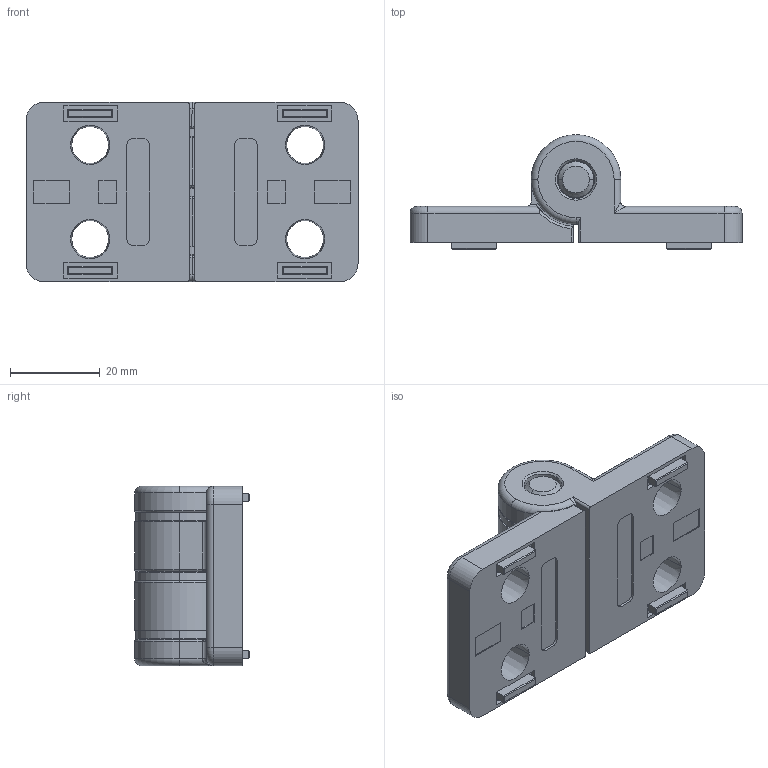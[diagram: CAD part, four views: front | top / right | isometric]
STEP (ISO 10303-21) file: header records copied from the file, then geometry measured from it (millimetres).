
FILE_DESCRIPTION((''),'2;1');
FILE_NAME('12123_TECAJ_ZA_40X45_ASM','2022-09-19T08:11:31',('PredragRovcanin'),('Audax d.o.o.'),'CREO PARAMETRIC BY PTC INC, 2020281','CREO PARAMETRIC BY PTC INC, 2020281','');
FILE_SCHEMA(('AP242_MANAGED_MODEL_BASED_3D_ENGINEERING_MIM_LF { 1 0 10303 442 1 1 4 }'));
Length unit declared in the file: millimetre
Products named in the file (5): 12123_TECAJ_ZA_40X45_A; 12123_TECAJ_ZA_40X45_B; 12123_TECAJ_ZA_40X45_C; 12123_TECAJ_ZA_40X45_D; 12123_TECAJ_ZA_40X45_ASM
Assembly tree (6 placements, depth 2):
  12123_TECAJ_ZA_40X45_ASM
    12123_TECAJ_ZA_40X45_A  x3
    12123_TECAJ_ZA_40X45_B
    12123_TECAJ_ZA_40X45_C
    12123_TECAJ_ZA_40X45_D
Bounding box: 74 x 25.5 x 40 mm (x, y, z)
Volume: 31612.4 mm3; surface area: 15971.3 mm2
Topology: 6 solids, 6 shells, 258 faces, 627 edges, 394 vertices
Faces by surface type: plane 120, cylinder 72, torus 36, cone 24, bspline 6
Entity records: 12436 total; most frequent: CARTESIAN_POINT 2210, DIRECTION 1281, ORIENTED_EDGE 1184, PRESENTATION_STYLE_ASSIGNMENT 851, STYLED_ITEM 819, CURVE_STYLE 601, EDGE_CURVE 592, AXIS2_PLACEMENT_3D 461
